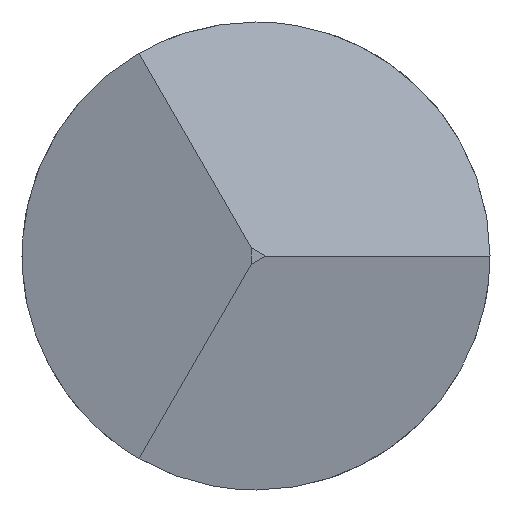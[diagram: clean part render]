
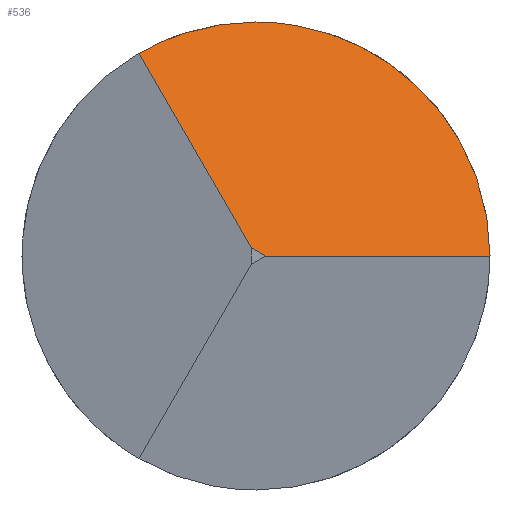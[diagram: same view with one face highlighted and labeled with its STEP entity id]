
A CAD part, left-side view. The second image highlights one B-rep face of the part: STEP entity #536.
In plain terms, the highlighted planar face has unit normal (-0.956, -0.146, 0.253).
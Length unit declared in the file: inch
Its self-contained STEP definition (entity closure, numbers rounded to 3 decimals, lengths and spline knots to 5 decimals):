
#17 = EDGE_CURVE ( 'NONE', #920, #1107, #1184, .T. ) ;
#29 = CARTESIAN_POINT ( 'NONE',  ( -0.0732, 0., 0.065 ) ) ;
#34 = CARTESIAN_POINT ( 'NONE',  ( -0.07039, -0.065, 0.03808 ) ) ;
#42 = CARTESIAN_POINT ( 'NONE',  ( -0.08047, -0.065, 0. ) ) ;
#43 = CARTESIAN_POINT ( 'NONE',  ( -0.0732, 0., 0.065 ) ) ;
#67 = CARTESIAN_POINT ( 'NONE',  ( -0.07495, 0.01148, 0.065 ) ) ;
#76 = CARTESIAN_POINT ( 'NONE',  ( -0.07743, 0.02256, 0.06203 ) ) ;
#78 = CARTESIAN_POINT ( 'NONE',  ( -0.08047, 0.0325, 0.05629 ) ) ;
#167 = CARTESIAN_POINT ( 'NONE',  ( -0.08047, 0.0325, 0.05629 ) ) ;
#178 = CARTESIAN_POINT ( 'NONE',  ( -0.09, 0.07623, 0.04555 ) ) ;
#187 = DIRECTION ( 'NONE',  ( 0., -0.866, -0.5 ) ) ;
#221 = EDGE_CURVE ( 'NONE', #1107, #1136, #533, .T. ) ;
#223 = VECTOR ( 'NONE', #931, 39.37008 ) ;
#240 = EDGE_CURVE ( 'NONE', #1136, #900, #988, .T. ) ;
#284 = FACE_OUTER_BOUND ( 'NONE', #905, .T. ) ;
#315 = EDGE_CURVE ( 'NONE', #970, #920, #1032, .T. ) ;
#385 = PLANE ( 'NONE',  #619 ) ;
#415 = CARTESIAN_POINT ( 'NONE',  ( -0.09, 0.07623, 0.04555 ) ) ;
#418 = DIRECTION ( 'NONE',  ( 0.956, 0.146, -0.253 ) ) ;
#420 = DIRECTION ( 'NONE',  ( -0.256, 0., -0.967 ) ) ;
#474 = CARTESIAN_POINT ( 'NONE',  ( -0.06738, -0.03808, 0.065 ) ) ;
#513 = ORIENTED_EDGE ( 'NONE', *, *, #1015, .F. ) ;
#525 = ORIENTED_EDGE ( 'NONE', *, *, #315, .T. ) ;
#529 = ORIENTED_EDGE ( 'NONE', *, *, #17, .T. ) ;
#533 =( BOUNDED_CURVE ( )  B_SPLINE_CURVE ( 3, ( #42, #34, #474, #43 ),
 .UNSPECIFIED., .F., .F. ) 
 B_SPLINE_CURVE_WITH_KNOTS ( ( 4, 4 ),
 ( 5.23599, 6.80678 ),
 .UNSPECIFIED. ) 
 CURVE ( )  GEOMETRIC_REPRESENTATION_ITEM ( )  RATIONAL_B_SPLINE_CURVE ( ( 1., 0.805, 0.805, 1. ) ) 
 REPRESENTATION_ITEM ( '' )  );
#536 = ADVANCED_FACE ( 'NONE', ( #284 ), #385, .F. ) ;
#619 = AXIS2_PLACEMENT_3D ( 'NONE', #415, #418, #420 ) ;
#684 = CARTESIAN_POINT ( 'NONE',  ( -0.10179, 0.07443, 0. ) ) ;
#810 = CARTESIAN_POINT ( 'NONE',  ( -0.08047, -0.065, 0. ) ) ;
#821 = VECTOR ( 'NONE', #1055, 39.37008 ) ;
#849 = VECTOR ( 'NONE', #187, 39.37008 ) ;
#900 = VERTEX_POINT ( 'NONE', #167 ) ;
#905 = EDGE_LOOP ( 'NONE', ( #995, #1128, #513, #525, #529 ) ) ;
#920 = VERTEX_POINT ( 'NONE', #921 ) ;
#921 = CARTESIAN_POINT ( 'NONE',  ( -0.09, -0.00267, 0. ) ) ;
#931 = DIRECTION ( 'NONE',  ( 0.151, 0.494, 0.856 ) ) ;
#938 = CARTESIAN_POINT ( 'NONE',  ( -0.09, 0.00133, 0.00231 ) ) ;
#952 = CARTESIAN_POINT ( 'NONE',  ( -0.09871, -0.02715, -0.04702 ) ) ;
#970 = VERTEX_POINT ( 'NONE', #938 ) ;
#988 =( BOUNDED_CURVE ( )  B_SPLINE_CURVE ( 3, ( #29, #67, #76, #78 ),
 .UNSPECIFIED., .F., .T. ) 
 B_SPLINE_CURVE_WITH_KNOTS ( ( 4, 4 ),
 ( 0.5236, 1.0472 ),
 .UNSPECIFIED. ) 
 CURVE ( )  GEOMETRIC_REPRESENTATION_ITEM ( )  RATIONAL_B_SPLINE_CURVE ( ( 1., 0.977, 0.977, 1. ) ) 
 REPRESENTATION_ITEM ( '' )  );
#995 = ORIENTED_EDGE ( 'NONE', *, *, #221, .T. ) ;
#1015 = EDGE_CURVE ( 'NONE', #970, #900, #1072, .T. ) ;
#1032 = LINE ( 'NONE', #178, #849 ) ;
#1055 = DIRECTION ( 'NONE',  ( 0.151, -0.989, 0. ) ) ;
#1072 = LINE ( 'NONE', #952, #223 ) ;
#1107 = VERTEX_POINT ( 'NONE', #810 ) ;
#1110 = CARTESIAN_POINT ( 'NONE',  ( -0.0732, 0., 0.065 ) ) ;
#1128 = ORIENTED_EDGE ( 'NONE', *, *, #240, .T. ) ;
#1136 = VERTEX_POINT ( 'NONE', #1110 ) ;
#1184 = LINE ( 'NONE', #684, #821 ) ;
